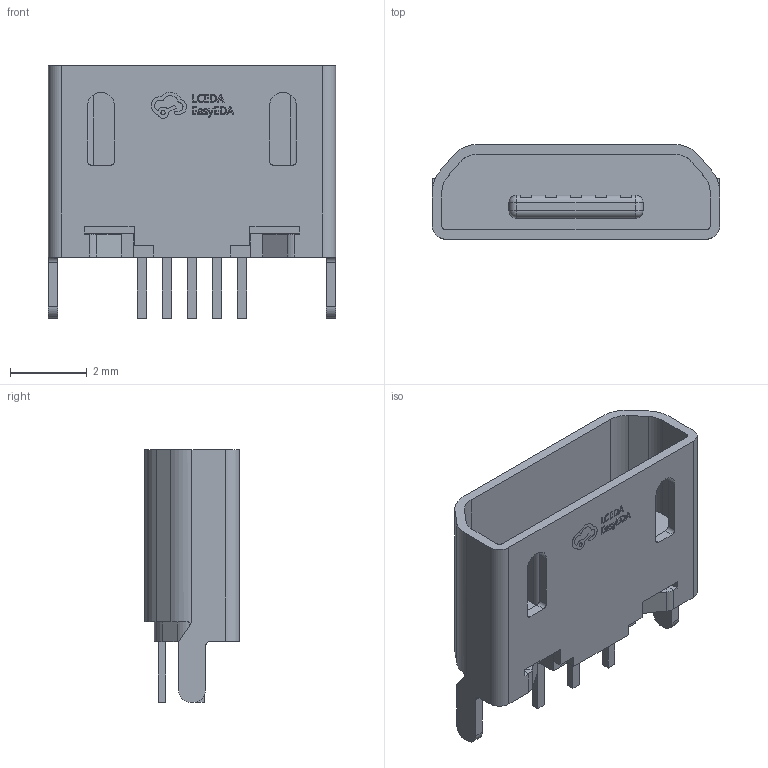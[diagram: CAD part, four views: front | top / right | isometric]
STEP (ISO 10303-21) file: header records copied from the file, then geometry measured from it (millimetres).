
FILE_DESCRIPTION (( 'STEP AP214' ), '1' );
FILE_NAME ('MICRO-USB-TH_MICRO-USB-A14.step', '2022-07-07T03:07:43', ( '' ), ( '' ), 'SwSTEP 2.0', 'SolidWorks 2020', '' );
FILE_SCHEMA (( 'AUTOMOTIVE_DESIGN' ));
Length unit declared in the file: millimetre
Products named in the file (1): MICRO-USB-TH_MICRO-USB-A14
Bounding box: 7.5 x 2.47 x 6.6 mm (x, y, z)
Volume: 50.4 mm3; surface area: 211.3 mm2
Topology: 1 solids, 1 shells, 472 faces, 1281 edges, 840 vertices
Faces by surface type: plane 306, bspline 112, cylinder 50, sphere 4
Entity records: 20536 total; most frequent: CARTESIAN_POINT 4742, ORIENTED_EDGE 2554, DIRECTION 1877, EDGE_CURVE 1277, VECTOR 935, LINE 935, VERTEX_POINT 840, EDGE_LOOP 509
